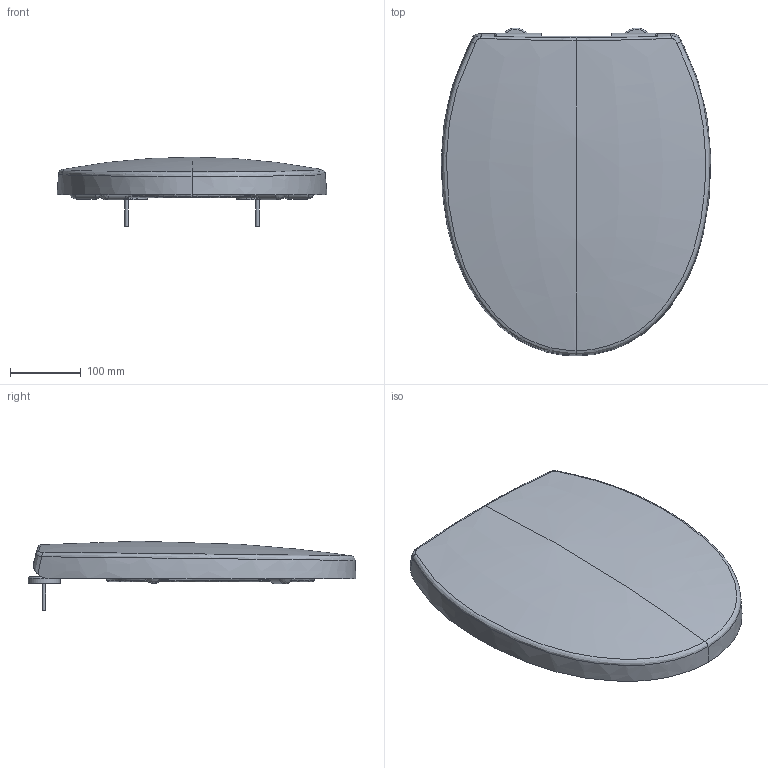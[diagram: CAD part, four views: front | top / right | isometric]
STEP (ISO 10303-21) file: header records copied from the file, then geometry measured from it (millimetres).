
FILE_DESCRIPTION(/* description */ (''),/* implementation_level */ '2;1');
FILE_NAME(/* name */ '9M21C1_WCS.stp',/* time_stamp */ '2022-02-04T09:09:28+01:00',/* author */ (''),/* organization */ (''),/* preprocessor_version */ 'ST-DEVELOPER v18.1',/* originating_system */ 'SIEMENS PLM Software NX 1973',/* authorisation */ '');
FILE_SCHEMA (('AUTOMOTIVE_DESIGN { 1 0 10303 214 3 1 1 1 }'));
Products named in the file (1): Muel467CE7FErnx3
Bounding box: 381.71 x 464.52 x 98.43 mm (x, y, z)
Volume: 1683511.5 mm3; surface area: 615868.8 mm2
Topology: 10 solids, 10 shells, 477 faces, 1121 edges, 640 vertices
Faces by surface type: bspline 266, cylinder 84, plane 71, torus 20, cone 12, revolution 10, extrusion 10, sphere 4
Full cylindrical faces by diameter (mm): 4.85 x2, 9 x2, 10 x2, 10.2 x2, 15 x2, 41.5 x2, 44.5 x2, 45.3 x2
Entity records: 38899 total; most frequent: CARTESIAN_POINT 30834, ORIENTED_EDGE 2066, EDGE_CURVE 1033, DIRECTION 928, B_SPLINE_CURVE_WITH_KNOTS 649, VERTEX_POINT 617, EDGE_LOOP 528, ADVANCED_FACE 477
